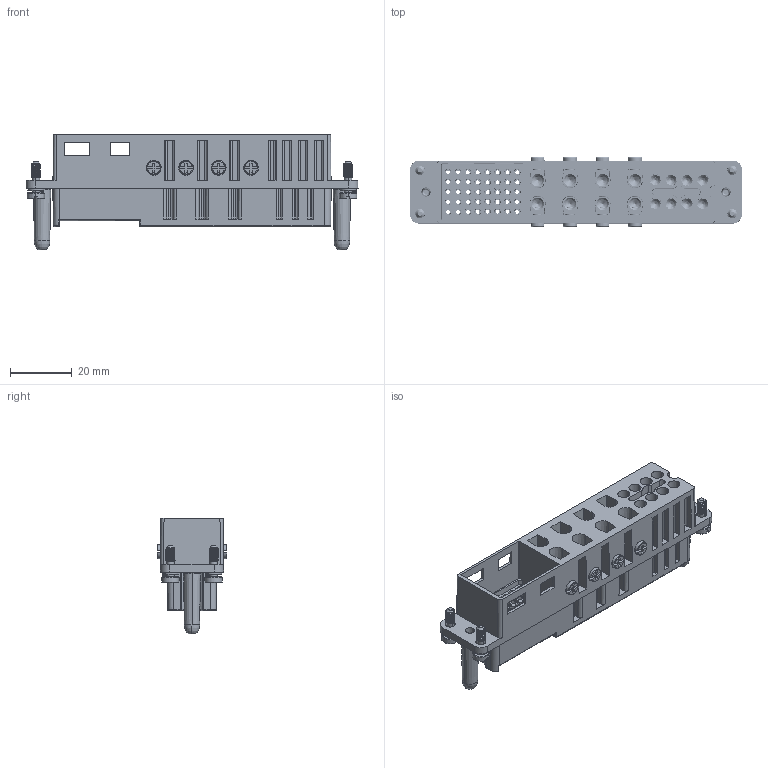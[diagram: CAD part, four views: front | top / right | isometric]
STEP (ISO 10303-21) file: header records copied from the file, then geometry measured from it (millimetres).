
FILE_DESCRIPTION((''),'2;1');
FILE_NAME('ASM0001_SW0001','2024-03-21T',('13034'),(''),'PRO/ENGINEER BY PARAMETRIC TECHNOLOGY CORPORATION, 2012480','PRO/ENGINEER BY PARAMETRIC TECHNOLOGY CORPORATION, 2012480','');
FILE_SCHEMA(('CONFIG_CONTROL_DESIGN'));
Products named in the file (1): ASM0001_SW0001
Bounding box: 107.4 x 22.62 x 37.5 mm (x, y, z)
Volume: 30391.2 mm3; surface area: 38766.5 mm2
Topology: 9 solids, 9 shells, 4575 faces, 13027 edges, 8466 vertices
Faces by surface type: plane 1664, cylinder 1305, cone 679, bspline 550, torus 271, extrusion 64, sphere 38, revolution 4
Entity records: 187893 total; most frequent: CARTESIAN_POINT 73137, ORIENTED_EDGE 25834, DIRECTION 21645, EDGE_CURVE 12917, VERTEX_POINT 8466, AXIS2_PLACEMENT_3D 8008, VECTOR 5625, LINE 5561
